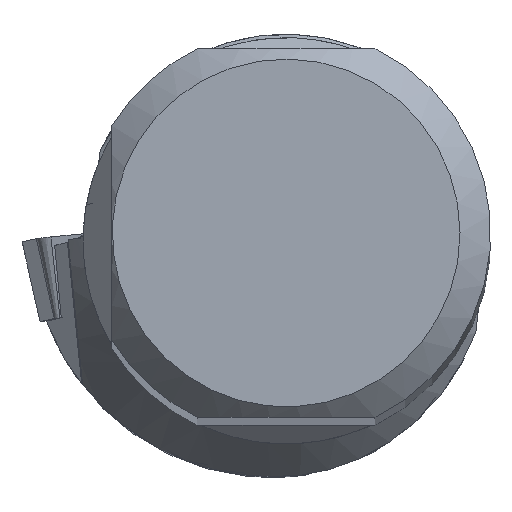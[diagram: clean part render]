
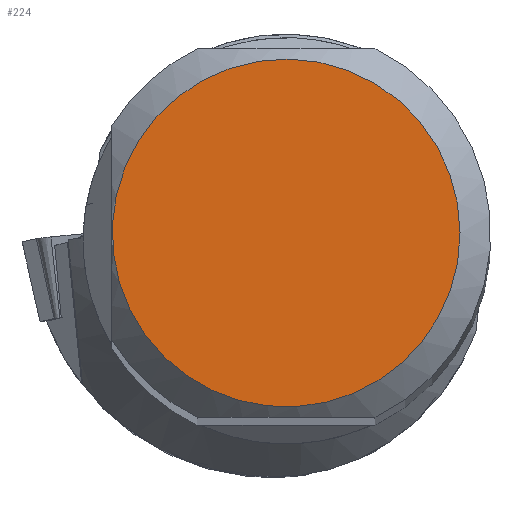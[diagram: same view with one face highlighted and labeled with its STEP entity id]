
A CAD part, top view. The second image highlights one B-rep face of the part: STEP entity #224.
In plain terms, the highlighted planar face has unit normal (0, 0, 1).
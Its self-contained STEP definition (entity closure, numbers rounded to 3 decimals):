
#164=FACE_OUTER_BOUND('',#494,.T.);
#224=ADVANCED_FACE('CU_SU_BP3',(#164),#271,.T.);
#271=PLANE('',#1317);
#494=EDGE_LOOP('',(#695));
#695=ORIENTED_EDGE('',*,*,#1065,.T.);
#936=VERTEX_POINT('',#2148);
#1065=EDGE_CURVE('',#936,#936,#1137,.T.);
#1137=CIRCLE('',#1316,8.491);
#1316=AXIS2_PLACEMENT_3D('',#2147,#1579,#1580);
#1317=AXIS2_PLACEMENT_3D('',#2149,#1581,#1582);
#1579=DIRECTION('',(0.,0.,1.));
#1580=DIRECTION('',(1.,0.,0.));
#1581=DIRECTION('',(0.,0.,1.));
#1582=DIRECTION('',(1.,0.,0.));
#2147=CARTESIAN_POINT('',(0.,0.,0.));
#2148=CARTESIAN_POINT('',(8.491,0.,0.));
#2149=CARTESIAN_POINT('',(0.,0.,
0.));
